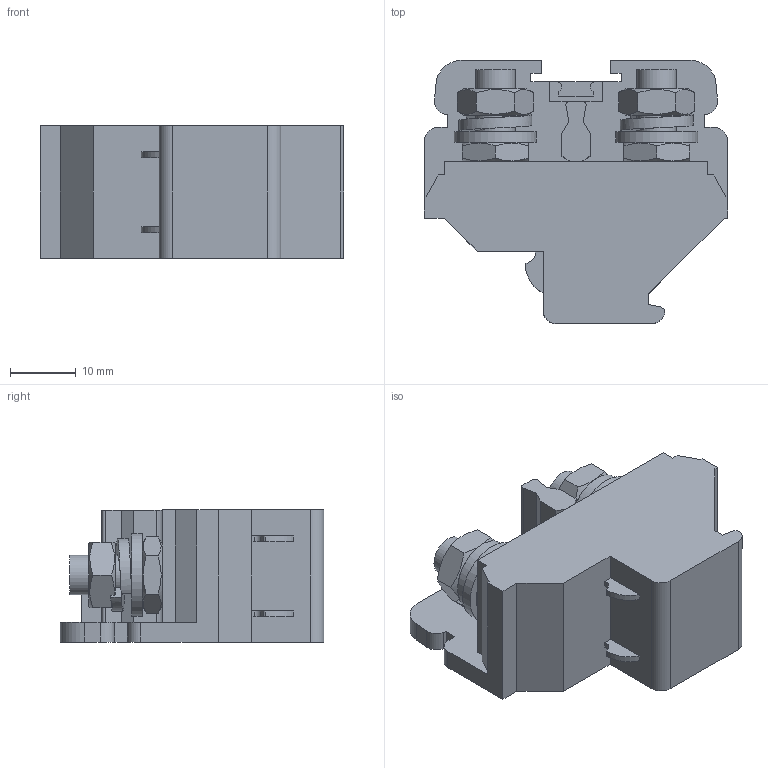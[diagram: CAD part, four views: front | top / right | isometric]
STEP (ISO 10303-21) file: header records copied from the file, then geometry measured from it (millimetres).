
FILE_DESCRIPTION(/* description */ ('Unknown'),/* implementation_level */ '2;1');
FILE_NAME(/* name */ 'CBTM6NV_3D_SOLID',/* time_stamp */ '2025-03-07T15:55:02+05:00',/* author */ ('Unknown'),/* organization */ ('Unknown'),/* preprocessor_version */ 'ST-DEVELOPER v16.7',/* originating_system */ 'Solid Edge',/* authorisation */ 'Unknown');
FILE_SCHEMA (('AUTOMOTIVE_DESIGN {1 0 10303 214 3 1 1}'));
Length unit declared in the file: millimetre
Products named in the file (1): CBTM6NV_3D_SOLID
Bounding box: 46 x 40 x 20.1 mm (x, y, z)
Volume: 19926.5 mm3; surface area: 7906.3 mm2
Topology: 1 solids, 1 shells, 162 faces, 438 edges, 292 vertices
Faces by surface type: plane 112, cylinder 32, cone 12, bspline 6
Full cylindrical faces by diameter (mm): 6 x4, 6.6 x2, 12.5 x2
Entity records: 6346 total; most frequent: CARTESIAN_POINT 1332, ORIENTED_EDGE 830, DIRECTION 722, EDGE_CURVE 415, VERTEX_POINT 283, LINE 270, VECTOR 270, AXIS2_PLACEMENT_3D 226
